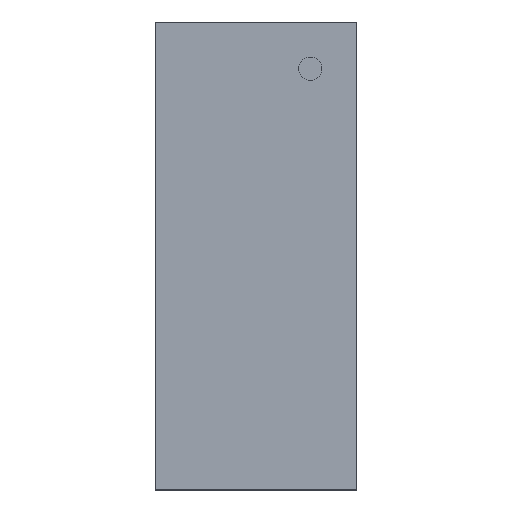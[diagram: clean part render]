
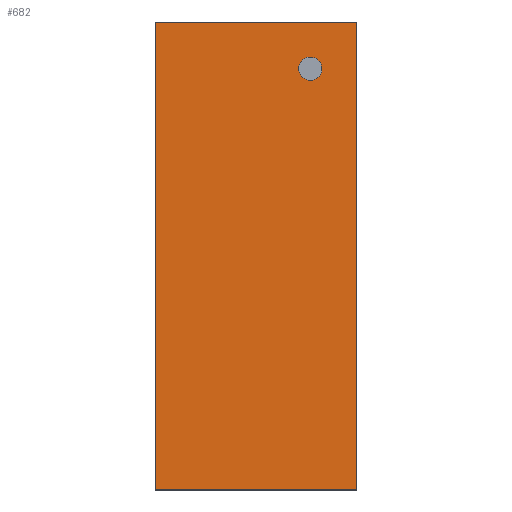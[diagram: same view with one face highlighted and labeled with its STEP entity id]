
A CAD part, top view. The second image highlights one B-rep face of the part: STEP entity #682.
In plain terms, the highlighted planar face has unit normal (0, 0, 1).
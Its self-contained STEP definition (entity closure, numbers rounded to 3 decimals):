
#458=CARTESIAN_POINT('',(0.762,-1.765,0.889));
#457=VERTEX_POINT('',#458);
#468=CARTESIAN_POINT('',(-0.762,-1.765,0.889));
#467=VERTEX_POINT('',#468);
#466=EDGE_CURVE('',#467,#457,#471,.T.);
#471=LINE('',#468,#473);
#473=VECTOR('',#474,1.524);
#474=DIRECTION('',(1.0,0.0,0.0));
#507=CARTESIAN_POINT('',(0.762,1.765,0.889));
#506=VERTEX_POINT('',#507);
#515=EDGE_CURVE('',#457,#506,#520,.T.);
#520=LINE('',#458,#522);
#522=VECTOR('',#523,3.531);
#523=DIRECTION('',(0.0,1.0,0.0));
#556=CARTESIAN_POINT('',(-0.762,1.765,0.889));
#555=VERTEX_POINT('',#556);
#564=EDGE_CURVE('',#506,#555,#569,.T.);
#569=LINE('',#507,#571);
#571=VECTOR('',#572,1.524);
#572=DIRECTION('',(-1.0,0.0,0.0));
#613=EDGE_CURVE('',#555,#467,#618,.T.);
#618=LINE('',#556,#620);
#620=VECTOR('',#621,3.531);
#621=DIRECTION('',(0.0,-1.0,0.0));
#682=ADVANCED_FACE('',(#688),#683,.T.);
#683=PLANE('',#684);
#684=AXIS2_PLACEMENT_3D('',#685,#686,#687);
#685=CARTESIAN_POINT('',(-0.762,-1.765,0.889));
#686=DIRECTION('',(0.0,0.0,1.0));
#687=DIRECTION('',(0.,1.,0.));
#688=FACE_OUTER_BOUND('',#689,.T.);
#689=EDGE_LOOP('',(#690,#700,#710,#720));
#690=ORIENTED_EDGE('',*,*,#466,.T.);
#700=ORIENTED_EDGE('',*,*,#515,.T.);
#710=ORIENTED_EDGE('',*,*,#564,.T.);
#720=ORIENTED_EDGE('',*,*,#613,.T.);
